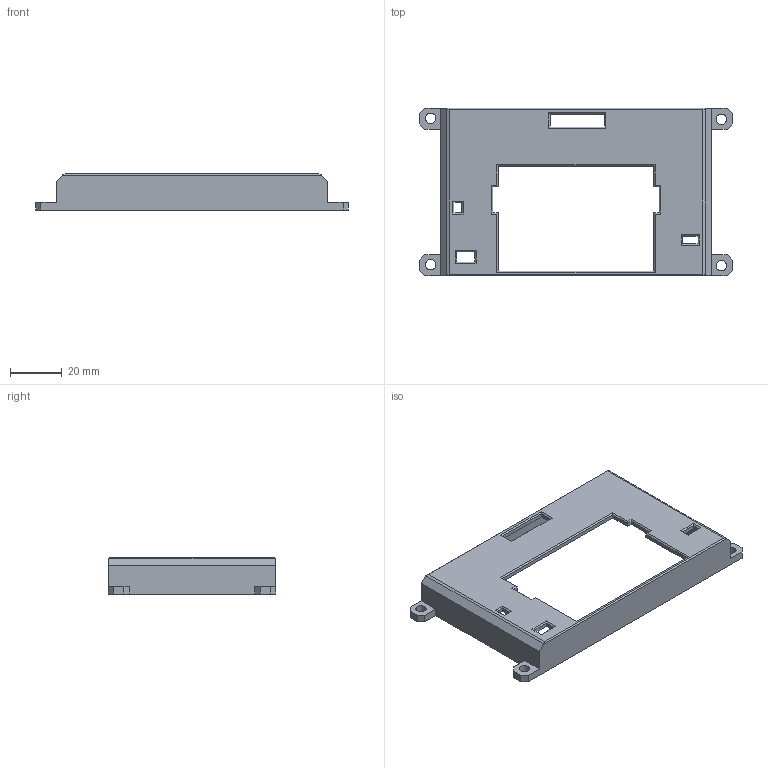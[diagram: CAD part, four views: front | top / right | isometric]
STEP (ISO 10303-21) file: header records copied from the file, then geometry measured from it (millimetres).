
FILE_DESCRIPTION(/* description */ (''),/* implementation_level */ '2;1');
FILE_NAME(/* name */ 'case_top.step',/* time_stamp */ '2024-04-19T14:18:01+01:00',/* author */ (''),/* organization */ (''),/* preprocessor_version */ 'ST-DEVELOPER v20',/* originating_system */ 'Autodesk Translation Framework v12.20.1.177',/* authorisation */ '');
FILE_SCHEMA (('AUTOMOTIVE_DESIGN { 1 0 10303 214 3 1 1 }'));
Length unit declared in the file: millimetre
Products named in the file (1): Unbenannt
Bounding box: 120.4 x 64.4 x 14 mm (x, y, z)
Volume: 15401.4 mm3; surface area: 17370 mm2
Topology: 1 solids, 1 shells, 123 faces, 338 edges, 216 vertices
Faces by surface type: plane 119, cylinder 4
Full cylindrical faces by diameter (mm): 4 x4
Entity records: 3854 total; most frequent: CARTESIAN_POINT 678, ORIENTED_EDGE 676, DIRECTION 594, EDGE_CURVE 338, LINE 330, VECTOR 330, VERTEX_POINT 216, EDGE_LOOP 140
